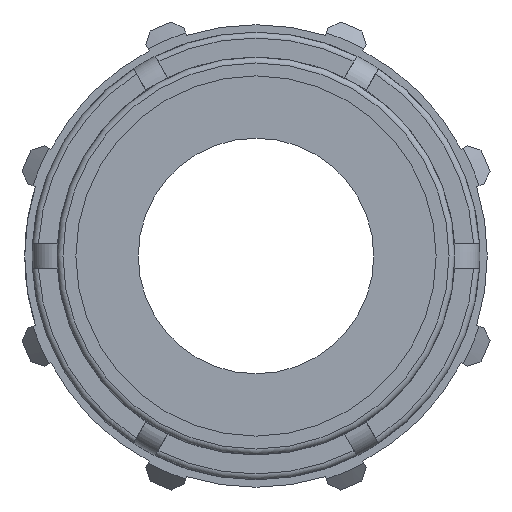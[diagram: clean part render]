
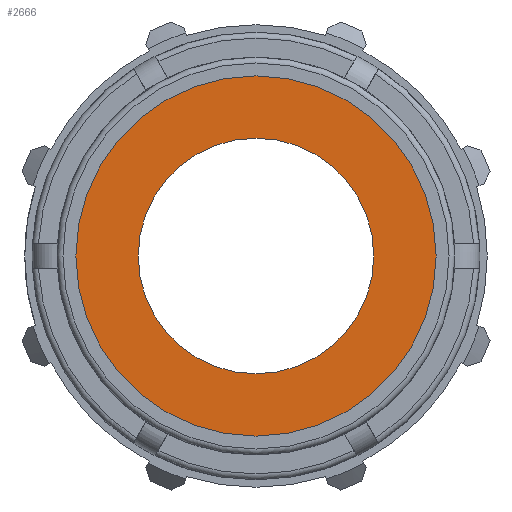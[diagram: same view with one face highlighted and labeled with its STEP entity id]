
A CAD part, left-side view. The second image highlights one B-rep face of the part: STEP entity #2666.
In plain terms, the highlighted planar face has unit normal (-1, 0, 0).
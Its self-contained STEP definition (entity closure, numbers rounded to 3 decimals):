
#81=FACE_BOUND('',#855,.T.);
#553=PLANE('',#2926);
#691=FACE_OUTER_BOUND('',#854,.T.);
#854=EDGE_LOOP('',(#2356));
#855=EDGE_LOOP('',(#2357));
#979=CIRCLE('',#2925,36.);
#980=CIRCLE('',#2927,55.036);
#1265=VERTEX_POINT('',#4867);
#1266=VERTEX_POINT('',#4870);
#1631=EDGE_CURVE('',#1265,#1265,#979,.T.);
#1632=EDGE_CURVE('',#1266,#1266,#980,.T.);
#2356=ORIENTED_EDGE('',*,*,#1632,.F.);
#2357=ORIENTED_EDGE('',*,*,#1631,.T.);
#2666=ADVANCED_FACE('',(#691,#81),#553,.T.);
#2925=AXIS2_PLACEMENT_3D('',#4868,#3619,#3620);
#2926=AXIS2_PLACEMENT_3D('',#4869,#3621,#3622);
#2927=AXIS2_PLACEMENT_3D('',#4871,#3623,#3624);
#3619=DIRECTION('center_axis',(1.,0.,0.));
#3620=DIRECTION('ref_axis',(0.,0.,-1.));
#3621=DIRECTION('center_axis',(-1.,0.,0.));
#3622=DIRECTION('ref_axis',(0.,0.,1.));
#3623=DIRECTION('center_axis',(1.,0.,0.));
#3624=DIRECTION('ref_axis',(0.,0.,-1.));
#4867=CARTESIAN_POINT('',(50.,36.,0.));
#4868=CARTESIAN_POINT('Origin',(50.,0.,0.));
#4869=CARTESIAN_POINT('Origin',(50.,55.036,0.));
#4870=CARTESIAN_POINT('',(50.,55.036,0.));
#4871=CARTESIAN_POINT('Origin',(50.,0.,0.));
